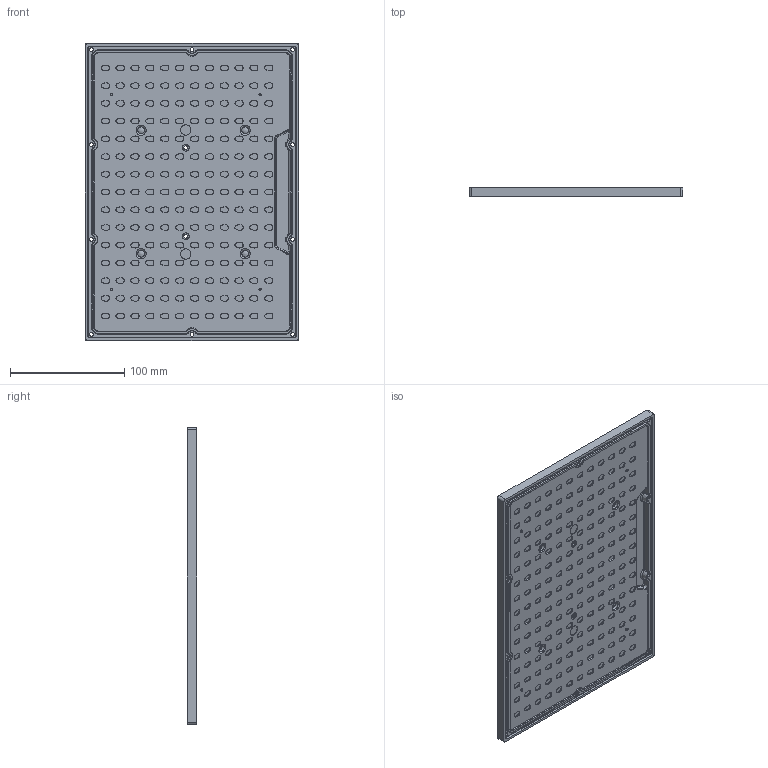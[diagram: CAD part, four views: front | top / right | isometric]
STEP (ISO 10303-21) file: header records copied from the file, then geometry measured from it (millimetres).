
FILE_DESCRIPTION(/* description */ (''),/* implementation_level */ '2;1');
FILE_NAME(/* name */ 'JY-L180P-L130TPII-T-无光学-3D图.stp',/* time_stamp */ '2023-06-29T16:42:20+08:00',/* author */ (''),/* organization */ (''),/* preprocessor_version */ 'ST-DEVELOPER v16',/* originating_system */ 'SIEMENS PLM Software NX 10.0',/* authorisation */ '');
FILE_SCHEMA (('AP203_CONFIGURATION_CONTROLLED_3D_DESIGN_OF_MECHANICAL_PARTS_AND_ASSEMBLIES_MIM_LF { 1 0 10303 403 2 1 2}'));
Products named in the file (1): Admi614850D00g17
Bounding box: 187 x 8 x 260 mm (x, y, z)
Volume: 164625.3 mm3; surface area: 125140.8 mm2
Topology: 1 solids, 1 shells, 1596 faces, 3559 edges, 2280 vertices
Faces by surface type: bspline 616, plane 414, cylinder 238, torus 162, cone 117, sphere 49
Entity records: 161512 total; most frequent: CARTESIAN_POINT 132067, ORIENTED_EDGE 6400, DIRECTION 4346, EDGE_CURVE 3200, EDGE_LOOP 2235, VERTEX_POINT 2225, AXIS2_PLACEMENT_3D 1805, ADVANCED_FACE 1594
